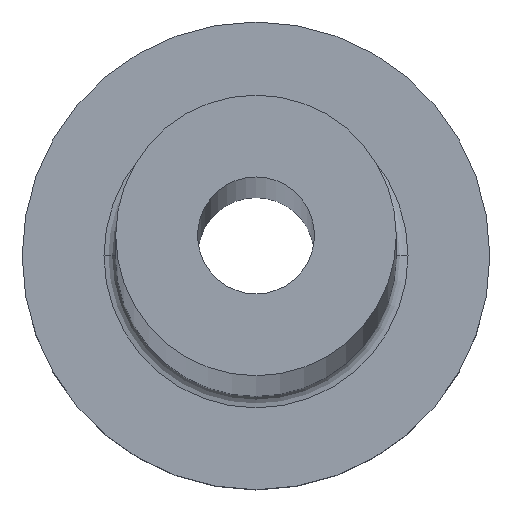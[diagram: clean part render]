
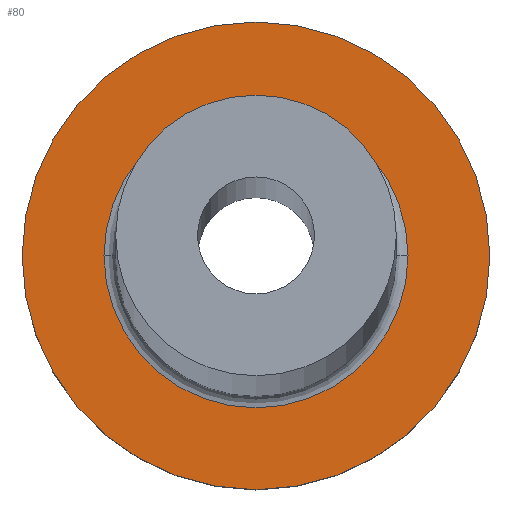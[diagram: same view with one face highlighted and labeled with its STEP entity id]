
A CAD part, top view. The second image highlights one B-rep face of the part: STEP entity #80.
In plain terms, the highlighted planar face has unit normal (0, 0, 1).
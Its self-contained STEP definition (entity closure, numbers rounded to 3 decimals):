
#8 = EDGE_CURVE ( 'NONE', #245, #266, #261, .T. ) ;
#9 = CARTESIAN_POINT ( 'NONE',  ( -10., 0., 7. ) ) ;
#22 = CARTESIAN_POINT ( 'NONE',  ( 0., 0., 7. ) ) ;
#25 = CARTESIAN_POINT ( 'NONE',  ( 0., 0., 7. ) ) ;
#29 = DIRECTION ( 'NONE',  ( 0., 0., -1. ) ) ;
#75 = DIRECTION ( 'NONE',  ( 0., 0., 1. ) ) ;
#80 = ADVANCED_FACE ( 'NONE', ( #262, #116 ), #140, .T. ) ;
#83 = AXIS2_PLACEMENT_3D ( 'NONE', #25, #339, #172 ) ;
#88 = CARTESIAN_POINT ( 'NONE',  ( 6.5, 0., 7. ) ) ;
#93 = EDGE_LOOP ( 'NONE', ( #277, #122 ) ) ;
#105 = EDGE_CURVE ( 'NONE', #123, #250, #279, .T. ) ;
#116 = FACE_OUTER_BOUND ( 'NONE', #93, .T. ) ;
#122 = ORIENTED_EDGE ( 'NONE', *, *, #8, .T. ) ;
#123 = VERTEX_POINT ( 'NONE', #88 ) ;
#125 = EDGE_LOOP ( 'NONE', ( #325, #214 ) ) ;
#138 = CARTESIAN_POINT ( 'NONE',  ( 0., 0., 7. ) ) ;
#140 = PLANE ( 'NONE',  #83 ) ;
#145 = AXIS2_PLACEMENT_3D ( 'NONE', #138, #75, #330 ) ;
#147 = CIRCLE ( 'NONE', #151, 10. ) ;
#151 = AXIS2_PLACEMENT_3D ( 'NONE', #209, #284, #235 ) ;
#165 = EDGE_CURVE ( 'NONE', #266, #245, #147, .T. ) ;
#169 = DIRECTION ( 'NONE',  ( 0., 0., -1. ) ) ;
#172 = DIRECTION ( 'NONE',  ( 1., 0., 0. ) ) ;
#203 = AXIS2_PLACEMENT_3D ( 'NONE', #22, #169, #378 ) ;
#209 = CARTESIAN_POINT ( 'NONE',  ( 0., 0., 7. ) ) ;
#212 = DIRECTION ( 'NONE',  ( 1., 0., 0. ) ) ;
#214 = ORIENTED_EDGE ( 'NONE', *, *, #271, .T. ) ;
#217 = CARTESIAN_POINT ( 'NONE',  ( 0., 0., 7. ) ) ;
#222 = CARTESIAN_POINT ( 'NONE',  ( 10., 0., 7. ) ) ;
#235 = DIRECTION ( 'NONE',  ( 1., 0., 0. ) ) ;
#238 = AXIS2_PLACEMENT_3D ( 'NONE', #217, #29, #212 ) ;
#245 = VERTEX_POINT ( 'NONE', #222 ) ;
#250 = VERTEX_POINT ( 'NONE', #347 ) ;
#261 = CIRCLE ( 'NONE', #145, 10. ) ;
#262 = FACE_BOUND ( 'NONE', #125, .T. ) ;
#266 = VERTEX_POINT ( 'NONE', #9 ) ;
#271 = EDGE_CURVE ( 'NONE', #250, #123, #335, .T. ) ;
#277 = ORIENTED_EDGE ( 'NONE', *, *, #165, .T. ) ;
#279 = CIRCLE ( 'NONE', #203, 6.5 ) ;
#284 = DIRECTION ( 'NONE',  ( 0., 0., 1. ) ) ;
#325 = ORIENTED_EDGE ( 'NONE', *, *, #105, .T. ) ;
#330 = DIRECTION ( 'NONE',  ( 1., 0., 0. ) ) ;
#335 = CIRCLE ( 'NONE', #238, 6.5 ) ;
#339 = DIRECTION ( 'NONE',  ( 0., 0., 1. ) ) ;
#347 = CARTESIAN_POINT ( 'NONE',  ( -6.5, 0., 7. ) ) ;
#378 = DIRECTION ( 'NONE',  ( 1., 0., 0. ) ) ;
